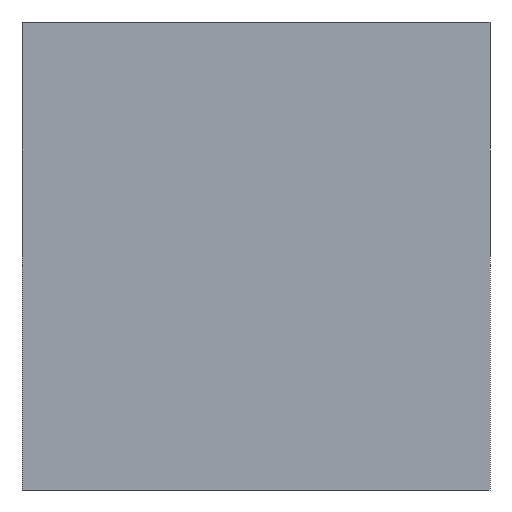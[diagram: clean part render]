
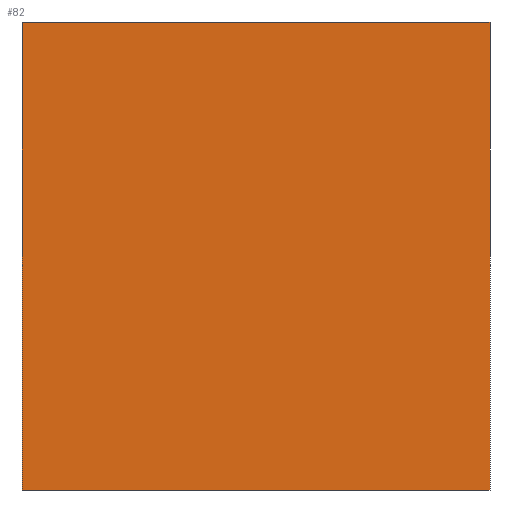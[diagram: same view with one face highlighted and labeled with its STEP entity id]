
A CAD part, left-side view. The second image highlights one B-rep face of the part: STEP entity #82.
In plain terms, the highlighted planar face has unit normal (-1, 0, 0).
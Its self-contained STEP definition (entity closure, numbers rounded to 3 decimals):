
#9 = LINE ( 'NONE', #138, #328 ) ;
#16 = CARTESIAN_POINT ( 'NONE',  ( -50., 100., 50. ) ) ;
#17 = CARTESIAN_POINT ( 'NONE',  ( -50., 0., 50. ) ) ;
#21 = LINE ( 'NONE', #171, #191 ) ;
#32 = ORIENTED_EDGE ( 'NONE', *, *, #124, .T. ) ;
#37 = VERTEX_POINT ( 'NONE', #16 ) ;
#44 = DIRECTION ( 'NONE',  ( 0., -1., 0. ) ) ;
#53 = VECTOR ( 'NONE', #296, 1000. ) ;
#54 = EDGE_CURVE ( 'NONE', #174, #74, #319, .T. ) ;
#71 = LINE ( 'NONE', #194, #303 ) ;
#74 = VERTEX_POINT ( 'NONE', #17 ) ;
#82 = ADVANCED_FACE ( 'NONE', ( #321 ), #207, .F. ) ;
#103 = CARTESIAN_POINT ( 'NONE',  ( -50., 0., -50. ) ) ;
#110 = DIRECTION ( 'NONE',  ( 0., -1., 0. ) ) ;
#112 = DIRECTION ( 'NONE',  ( 1., 0., 0. ) ) ;
#124 = EDGE_CURVE ( 'NONE', #183, #174, #9, .T. ) ;
#138 = CARTESIAN_POINT ( 'NONE',  ( -50., 100., -50. ) ) ;
#163 = CARTESIAN_POINT ( 'NONE',  ( -50., 100., 50. ) ) ;
#165 = DIRECTION ( 'NONE',  ( 0., 0., -1. ) ) ;
#171 = CARTESIAN_POINT ( 'NONE',  ( -50., 100., 50. ) ) ;
#174 = VERTEX_POINT ( 'NONE', #103 ) ;
#175 = EDGE_LOOP ( 'NONE', ( #236, #268, #280, #32 ) ) ;
#183 = VERTEX_POINT ( 'NONE', #208 ) ;
#191 = VECTOR ( 'NONE', #216, 1000. ) ;
#194 = CARTESIAN_POINT ( 'NONE',  ( -50., 100., 50. ) ) ;
#207 = PLANE ( 'NONE',  #278 ) ;
#208 = CARTESIAN_POINT ( 'NONE',  ( -50., 100., -50. ) ) ;
#216 = DIRECTION ( 'NONE',  ( 0., 0., 1. ) ) ;
#236 = ORIENTED_EDGE ( 'NONE', *, *, #54, .T. ) ;
#268 = ORIENTED_EDGE ( 'NONE', *, *, #281, .F. ) ;
#278 = AXIS2_PLACEMENT_3D ( 'NONE', #163, #112, #165 ) ;
#280 = ORIENTED_EDGE ( 'NONE', *, *, #300, .F. ) ;
#281 = EDGE_CURVE ( 'NONE', #37, #74, #71, .T. ) ;
#290 = CARTESIAN_POINT ( 'NONE',  ( -50., 0., 50. ) ) ;
#296 = DIRECTION ( 'NONE',  ( 0., 0., 1. ) ) ;
#300 = EDGE_CURVE ( 'NONE', #183, #37, #21, .T. ) ;
#303 = VECTOR ( 'NONE', #44, 1000. ) ;
#319 = LINE ( 'NONE', #290, #53 ) ;
#321 = FACE_OUTER_BOUND ( 'NONE', #175, .T. ) ;
#328 = VECTOR ( 'NONE', #110, 1000. ) ;
